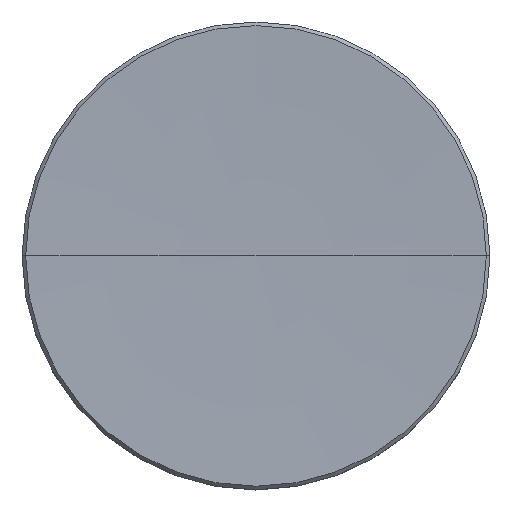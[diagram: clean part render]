
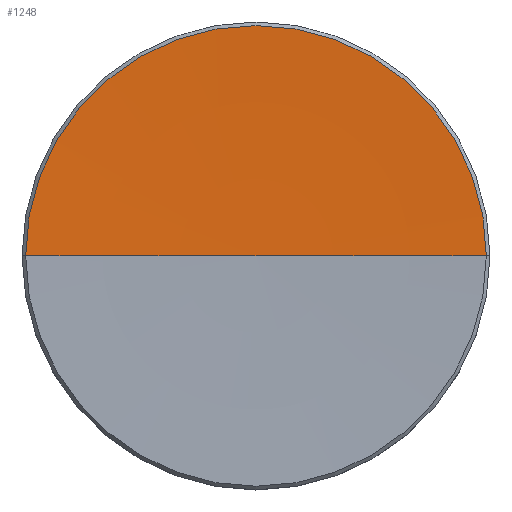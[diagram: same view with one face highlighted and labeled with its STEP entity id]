
A CAD part, top view. The second image highlights one B-rep face of the part: STEP entity #1248.
In plain terms, the highlighted toroidal (fillet/blend) face has major radius 0 mm and minor radius 400 mm.
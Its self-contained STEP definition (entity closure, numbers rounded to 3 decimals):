
#67 = DIRECTION ( 'NONE',  ( 0., 1., 0. ) ) ;
#369 = TOROIDAL_SURFACE ( 'NONE', #3708, 0., 400. ) ;
#427 = ORIENTED_EDGE ( 'NONE', *, *, #3747, .T. ) ;
#597 = CARTESIAN_POINT ( 'NONE',  ( 11.087, 13.705, 25.139 ) ) ;
#668 = DIRECTION ( 'NONE',  ( 0., 0., 1. ) ) ;
#979 = CARTESIAN_POINT ( 'NONE',  ( -1.419, 13.705, 424.943 ) ) ;
#1123 = ORIENTED_EDGE ( 'NONE', *, *, #2992, .T. ) ;
#1248 = ADVANCED_FACE ( 'NONE', ( #1444 ), #369, .F. ) ;
#1291 = CARTESIAN_POINT ( 'NONE',  ( -1.419, 13.705, 25.139 ) ) ;
#1307 = VERTEX_POINT ( 'NONE', #3093 ) ;
#1412 = DIRECTION ( 'NONE',  ( 0., -1., 0. ) ) ;
#1414 = ORIENTED_EDGE ( 'NONE', *, *, #3235, .F. ) ;
#1444 = FACE_OUTER_BOUND ( 'NONE', #3461, .T. ) ;
#1472 = DIRECTION ( 'NONE',  ( 1., 0., 0. ) ) ;
#1717 = CARTESIAN_POINT ( 'NONE',  ( -1.419, 13.705, 424.943 ) ) ;
#1824 = CARTESIAN_POINT ( 'NONE',  ( -1.419, 13.705, 424.943 ) ) ;
#2160 = VERTEX_POINT ( 'NONE', #3253 ) ;
#2472 = AXIS2_PLACEMENT_3D ( 'NONE', #1717, #1412, #3023 ) ;
#2548 = AXIS2_PLACEMENT_3D ( 'NONE', #1291, #668, #2639 ) ;
#2597 = DIRECTION ( 'NONE',  ( -1., 0., 0. ) ) ;
#2639 = DIRECTION ( 'NONE',  ( 1., 0., 0. ) ) ;
#2665 = CIRCLE ( 'NONE', #2472, 400. ) ;
#2899 = AXIS2_PLACEMENT_3D ( 'NONE', #979, #67, #2597 ) ;
#2912 = CIRCLE ( 'NONE', #2899, 400. ) ;
#2992 = EDGE_CURVE ( 'NONE', #1307, #3211, #2665, .T. ) ;
#3023 = DIRECTION ( 'NONE',  ( 0., 0., -1. ) ) ;
#3081 = DIRECTION ( 'NONE',  ( 0., 0., 1. ) ) ;
#3093 = CARTESIAN_POINT ( 'NONE',  ( -1.419, 13.705, 24.943 ) ) ;
#3211 = VERTEX_POINT ( 'NONE', #597 ) ;
#3235 = EDGE_CURVE ( 'NONE', #1307, #2160, #2912, .T. ) ;
#3253 = CARTESIAN_POINT ( 'NONE',  ( -13.925, 13.705, 25.139 ) ) ;
#3461 = EDGE_LOOP ( 'NONE', ( #1414, #1123, #427 ) ) ;
#3708 = AXIS2_PLACEMENT_3D ( 'NONE', #1824, #3081, #1472 ) ;
#3747 = EDGE_CURVE ( 'NONE', #3211, #2160, #3981, .T. ) ;
#3981 = CIRCLE ( 'NONE', #2548, 12.506 ) ;
